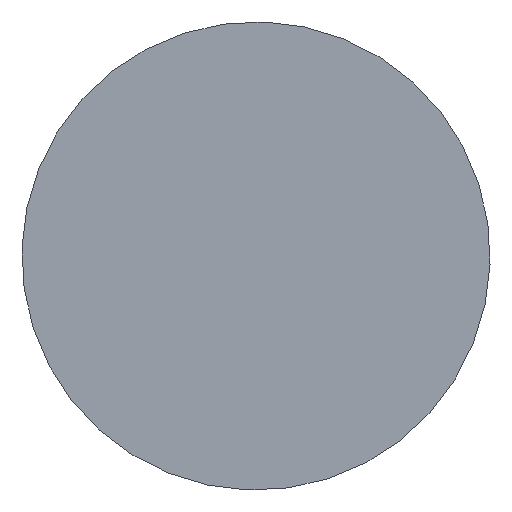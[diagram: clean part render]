
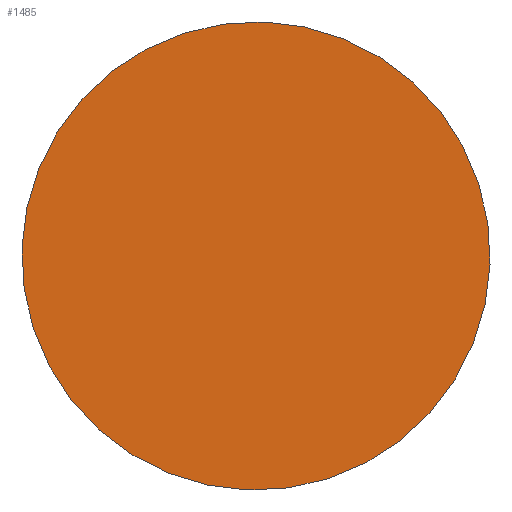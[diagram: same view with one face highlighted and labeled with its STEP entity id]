
A CAD part, left-side view. The second image highlights one B-rep face of the part: STEP entity #1485.
In plain terms, the highlighted face is planar.
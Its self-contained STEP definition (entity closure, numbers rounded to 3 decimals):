
#1469=CARTESIAN_POINT('',(0.,40.0,0.0));
#1470=DIRECTION('',(1.0,0.0,0.0));
#1471=DIRECTION('',(0.0,0.0,-1.0));
#1472=AXIS2_PLACEMENT_3D('',#1469,#1470,#1471);
#1473=PLANE('',#1472);
#1474=CARTESIAN_POINT('',(0.,80.0,0.0));
#1475=VERTEX_POINT('',#1474);
#1476=CARTESIAN_POINT('',(0.,0.0,0.0));
#1477=DIRECTION('',(1.0,0.0,0.0));
#1478=DIRECTION('',(0.0,1.0,0.0));
#1479=AXIS2_PLACEMENT_3D('',#1476,#1477,#1478);
#1480=CIRCLE('',#1479,80.0);
#1481=EDGE_CURVE('',#1475,#1475,#1480,.T.);
#1482=ORIENTED_EDGE('',*,*,#1481,.T.);
#1483=EDGE_LOOP('',(#1482));
#1484=FACE_OUTER_BOUND('',#1483,.T.);
#1485=ADVANCED_FACE('',(#1484),#1473,.T.);
